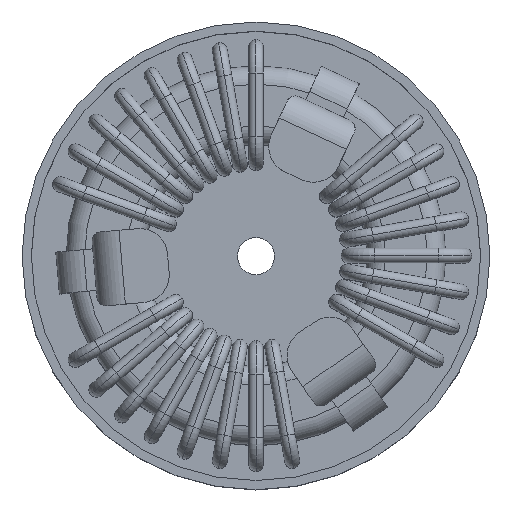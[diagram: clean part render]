
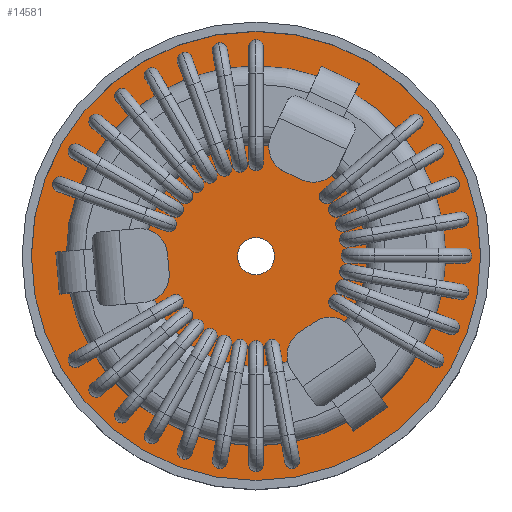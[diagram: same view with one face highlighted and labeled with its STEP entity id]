
A CAD part, top view. The second image highlights one B-rep face of the part: STEP entity #14581.
In plain terms, the highlighted free-form (B-spline) face has degree [1, 1] with [2, 2] control points.
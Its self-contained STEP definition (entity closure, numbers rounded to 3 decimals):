
#14148=CARTESIAN_POINT('',(-24.25,0.,1.5));
#14149=VERTEX_POINT('',#14148);
#14158=CARTESIAN_POINT('',(24.25,0.,1.5));
#14159=VERTEX_POINT('',#14158);
#14160=CARTESIAN_POINT('',(0.,0.,1.5));
#14161=DIRECTION('',(0.0,0.0,1.0));
#14162=DIRECTION('',(-1.0,0.0,0.0));
#14163=AXIS2_PLACEMENT_3D('',#14160,#14161,#14162);
#14164=CIRCLE('',#14163,24.25);
#14165=EDGE_CURVE('',#14159,#14149,#14164,.T.);
#14342=CARTESIAN_POINT('',(2.0,0.,1.5));
#14343=VERTEX_POINT('',#14342);
#14359=CARTESIAN_POINT('',(-2.0,0.,1.5));
#14360=VERTEX_POINT('',#14359);
#14367=CARTESIAN_POINT('',(0.0,0.,1.5));
#14368=DIRECTION('',(0.0,0.0,-1.0));
#14369=DIRECTION('',(1.0,0.0,0.0));
#14370=AXIS2_PLACEMENT_3D('',#14367,#14368,#14369);
#14371=CIRCLE('',#14370,2.0);
#14372=EDGE_CURVE('',#14343,#14360,#14371,.T.);
#14383=CARTESIAN_POINT('',(0.0,0.,1.5));
#14384=DIRECTION('',(0.0,0.0,-1.0));
#14385=DIRECTION('',(1.0,0.0,0.0));
#14386=AXIS2_PLACEMENT_3D('',#14383,#14384,#14385);
#14387=CIRCLE('',#14386,2.0);
#14388=EDGE_CURVE('',#14360,#14343,#14387,.T.);
#14558=CARTESIAN_POINT('',(0.,0.,1.5));
#14559=DIRECTION('',(0.0,0.0,1.0));
#14560=DIRECTION('',(-1.0,0.0,0.0));
#14561=AXIS2_PLACEMENT_3D('',#14558,#14559,#14560);
#14562=CIRCLE('',#14561,24.25);
#14563=EDGE_CURVE('',#14149,#14159,#14562,.T.);
#14568=CARTESIAN_POINT('',(-24.25,24.25,1.5));
#14569=CARTESIAN_POINT('',(24.25,24.25,1.5));
#14570=CARTESIAN_POINT('',(-24.25,-24.25,1.5));
#14571=CARTESIAN_POINT('',(24.25,-24.25,1.5));
#14572=B_SPLINE_SURFACE_WITH_KNOTS('',1,1,((#14568,#14570),(#14569,#14571)),.UNSPECIFIED.,.F.,.F.,.U.,(2,2),(2,2),(0.0,48.5),(0.0,48.5),.UNSPECIFIED.);
#14573=ORIENTED_EDGE('',*,*,#14165,.T.);
#14574=ORIENTED_EDGE('',*,*,#14563,.T.);
#14575=EDGE_LOOP('',(#14573,#14574));
#14576=FACE_OUTER_BOUND('',#14575,.T.);
#14577=ORIENTED_EDGE('',*,*,#14388,.T.);
#14578=ORIENTED_EDGE('',*,*,#14372,.T.);
#14579=EDGE_LOOP('',(#14577,#14578));
#14580=FACE_BOUND('',#14579,.T.);
#14581=ADVANCED_FACE('',(#14576,#14580),#14572,.F.);
